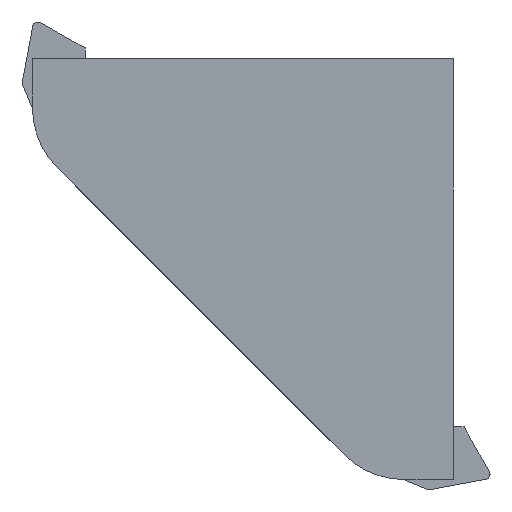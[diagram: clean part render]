
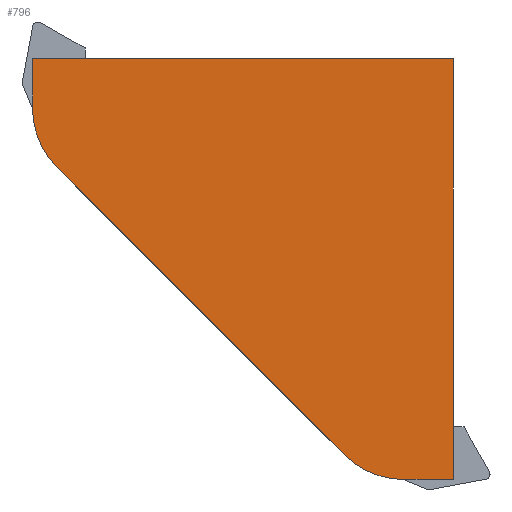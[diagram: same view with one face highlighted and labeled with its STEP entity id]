
A CAD part, left-side view. The second image highlights one B-rep face of the part: STEP entity #796.
In plain terms, the highlighted planar face has unit normal (-1, 0, 0).
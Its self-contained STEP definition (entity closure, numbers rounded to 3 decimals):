
#9=CARTESIAN_POINT('',(-40.,0.0,0.0));
#10=VERTEX_POINT('',#9);
#17=CARTESIAN_POINT('',(-40.,0.,-40.));
#18=VERTEX_POINT('',#17);
#19=CARTESIAN_POINT('',(-40.,0.0,0.0));
#20=DIRECTION('',(0.0,0.0,-1.0));
#21=VECTOR('',#20,40.);
#22=LINE('',#19,#21);
#23=EDGE_CURVE('',#10,#18,#22,.T.);
#213=CARTESIAN_POINT('',(-40.,4.686,-40.));
#214=VERTEX_POINT('',#213);
#215=CARTESIAN_POINT('',(-40.,0.,-40.));
#216=DIRECTION('',(0.0,1.0,0.0));
#217=VECTOR('',#216,4.686);
#218=LINE('',#215,#217);
#219=EDGE_CURVE('',#18,#214,#218,.T.);
#295=CARTESIAN_POINT('',(-40.,10.343,-37.657));
#296=VERTEX_POINT('',#295);
#297=CARTESIAN_POINT('',(-40.,4.686,-32.));
#298=DIRECTION('',(1.0,0.0,0.0));
#299=DIRECTION('',(0.0,0.707,-0.707));
#300=AXIS2_PLACEMENT_3D('',#297,#298,#299);
#301=CIRCLE('',#300,8.);
#302=EDGE_CURVE('',#214,#296,#301,.T.);
#346=CARTESIAN_POINT('',(-40.,37.657,-10.343));
#347=VERTEX_POINT('',#346);
#348=CARTESIAN_POINT('',(-40.,10.343,-37.657));
#349=DIRECTION('',(0.0,0.707,0.707));
#350=VECTOR('',#349,38.627);
#351=LINE('',#348,#350);
#352=EDGE_CURVE('',#296,#347,#351,.T.);
#471=CARTESIAN_POINT('',(-40.,40.,-4.686));
#472=VERTEX_POINT('',#471);
#473=CARTESIAN_POINT('',(-40.,32.,-4.686));
#474=DIRECTION('',(1.0,0.0,0.0));
#475=DIRECTION('',(0.0,1.0,0.0));
#476=AXIS2_PLACEMENT_3D('',#473,#474,#475);
#477=CIRCLE('',#476,8.);
#478=EDGE_CURVE('',#347,#472,#477,.T.);
#633=CARTESIAN_POINT('',(-40.,40.,0.0));
#634=VERTEX_POINT('',#633);
#635=CARTESIAN_POINT('',(-40.,40.,-4.686));
#636=DIRECTION('',(0.0,0.0,1.0));
#637=VECTOR('',#636,4.686);
#638=LINE('',#635,#637);
#639=EDGE_CURVE('',#472,#634,#638,.T.);
#717=CARTESIAN_POINT('',(-40.,40.,0.0));
#718=DIRECTION('',(0.0,-1.0,0.0));
#719=VECTOR('',#718,40.);
#720=LINE('',#717,#719);
#721=EDGE_CURVE('',#634,#10,#720,.T.);
#782=CARTESIAN_POINT('',(-40.,-4.,4.));
#783=DIRECTION('',(1.0,0.0,0.0));
#784=DIRECTION('',(0.0,0.0,-1.0));
#785=AXIS2_PLACEMENT_3D('',#782,#783,#784);
#786=PLANE('',#785);
#787=ORIENTED_EDGE('',*,*,#721,.F.);
#788=ORIENTED_EDGE('',*,*,#639,.F.);
#789=ORIENTED_EDGE('',*,*,#478,.F.);
#790=ORIENTED_EDGE('',*,*,#352,.F.);
#791=ORIENTED_EDGE('',*,*,#302,.F.);
#792=ORIENTED_EDGE('',*,*,#219,.F.);
#793=ORIENTED_EDGE('',*,*,#23,.F.);
#794=EDGE_LOOP('',(#787,#788,#789,#790,#791,#792,#793));
#795=FACE_OUTER_BOUND('',#794,.T.);
#796=ADVANCED_FACE('',(#795),#786,.F.);
